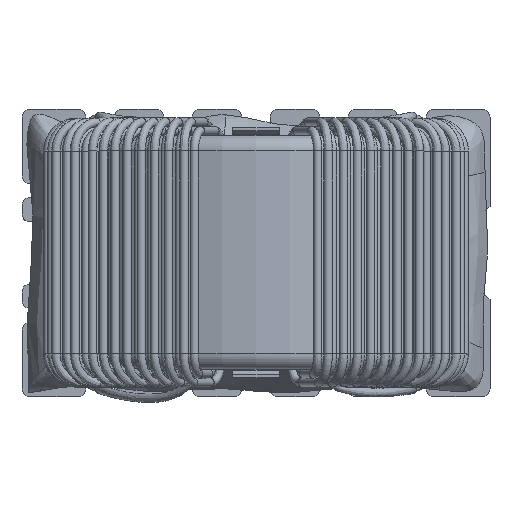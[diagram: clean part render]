
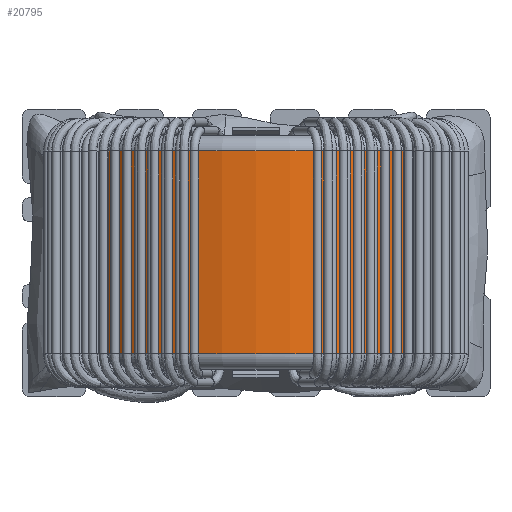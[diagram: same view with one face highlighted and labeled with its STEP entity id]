
A CAD part, top view. The second image highlights one B-rep face of the part: STEP entity #20795.
In plain terms, the highlighted cylindrical face has radius 12.5 mm (diameter 25 mm), a full revolution.
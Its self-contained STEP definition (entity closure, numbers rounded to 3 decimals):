
#2322=ORIENTED_EDGE('',*,*,#4891,.T.);
#2323=ORIENTED_EDGE('',*,*,#4892,.T.);
#4891=EDGE_CURVE('',#6390,#6390,#7689,.T.);
#4892=EDGE_CURVE('',#6391,#6391,#7690,.F.);
#6390=VERTEX_POINT('',#58834);
#6391=VERTEX_POINT('',#58836);
#7689=CIRCLE('',#22231,12.5);
#7690=CIRCLE('',#22232,12.5);
#9172=EDGE_LOOP('',(#2322));
#9173=EDGE_LOOP('',(#2323));
#11217=FACE_BOUND('',#9172,.T.);
#11218=FACE_BOUND('',#9173,.T.);
#12616=CYLINDRICAL_SURFACE('',#22230,12.5);
#20795=ADVANCED_FACE('',(#11217,#11218),#12616,.T.);
#22230=AXIS2_PLACEMENT_3D('',#58832,#24802,#24803);
#22231=AXIS2_PLACEMENT_3D('',#58833,#24804,#24805);
#22232=AXIS2_PLACEMENT_3D('',#58835,#24806,#24807);
#24802=DIRECTION('',(0.,1.,0.));
#24803=DIRECTION('',(0.,0.,1.));
#24804=DIRECTION('',(0.,1.,0.));
#24805=DIRECTION('',(0.,0.,1.));
#24806=DIRECTION('',(0.,1.,0.));
#24807=DIRECTION('',(0.,0.,1.));
#58832=CARTESIAN_POINT('',(0.,-7.5,18.5));
#58833=CARTESIAN_POINT('',(0.,-6.5,18.5));
#58834=CARTESIAN_POINT('',(0.,-6.5,31.));
#58835=CARTESIAN_POINT('',(0.,6.5,18.5));
#58836=CARTESIAN_POINT('',(0.,6.5,31.));
